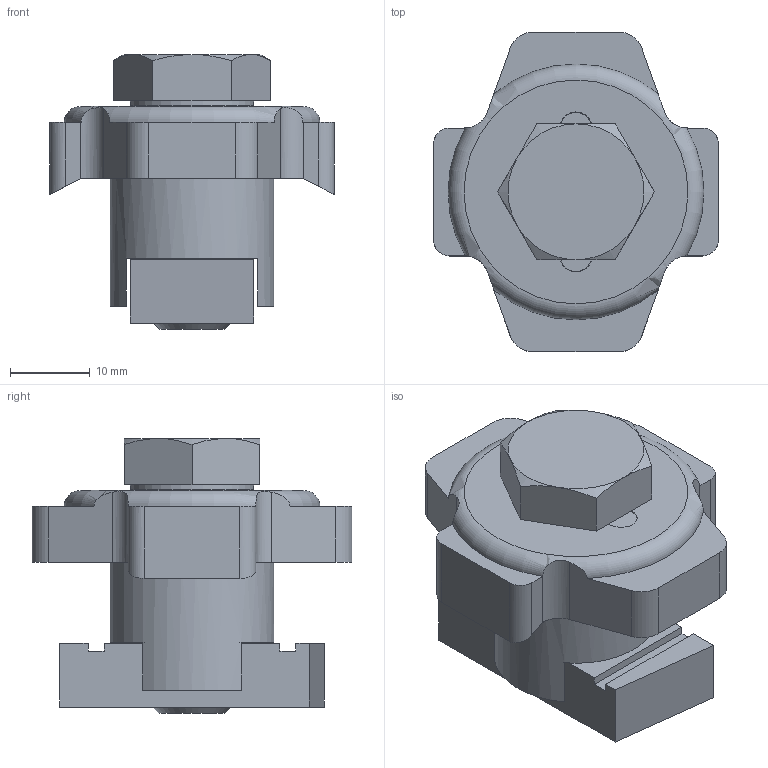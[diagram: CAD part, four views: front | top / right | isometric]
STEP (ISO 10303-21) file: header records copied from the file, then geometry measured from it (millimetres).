
FILE_DESCRIPTION((''),'2;1');
FILE_NAME('152315.stp','2013-04-24T15:13:16',('DMK009'),(''),'Autodesk Inventor 2012','Autodesk Inventor 2012','');
FILE_SCHEMA(('AUTOMOTIVE_DESIGN { 1 0 10303 214 1 1 1 1 }'));
Length unit declared in the file: millimetre
Products named in the file (1): 152315
Bounding box: 35.6 x 40 x 34.4 mm (x, y, z)
Volume: 14755.3 mm3; surface area: 10070.6 mm2
Topology: 1 solids, 1 shells, 115 faces, 336 edges, 218 vertices
Faces by surface type: plane 75, cylinder 29, cone 8, torus 3
Full cylindrical faces by diameter (mm): 3.9 x2, 4 x2, 9.188 x1, 10 x2, 11 x1, 15.4 x1, 19.5 x1, 20.5 x1
Entity records: 3859 total; most frequent: CARTESIAN_POINT 760, DIRECTION 626, ORIENTED_EDGE 622, EDGE_CURVE 311, AXIS2_PLACEMENT_3D 219, VERTEX_POINT 209, VECTOR 188, LINE 188
